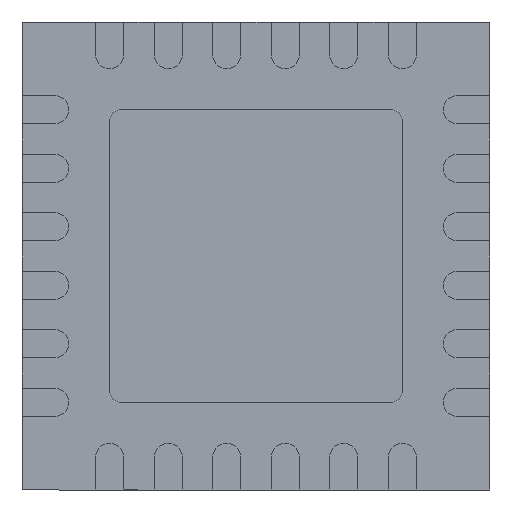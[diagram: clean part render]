
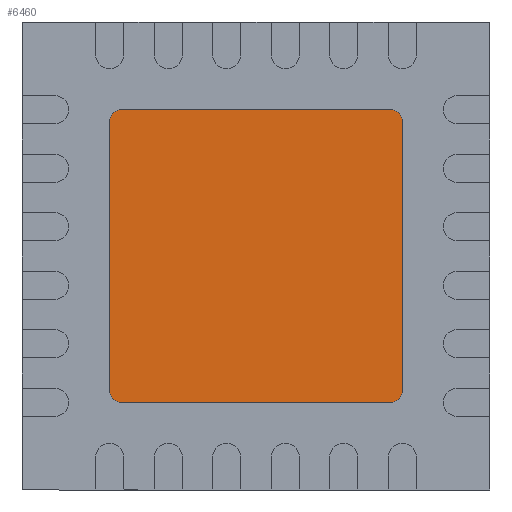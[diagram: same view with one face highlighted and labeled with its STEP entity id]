
A CAD part, front view. The second image highlights one B-rep face of the part: STEP entity #6460.
In plain terms, the highlighted planar face has unit normal (0, -1, 0).
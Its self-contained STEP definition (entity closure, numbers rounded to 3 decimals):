
#156 = EDGE_LOOP ( 'NONE', ( #1769, #1942, #1859, #585, #4836, #6838, #6630, #2629 ) ) ;
#205 = LINE ( 'NONE', #1041, #8161 ) ;
#382 = VERTEX_POINT ( 'NONE', #2344 ) ;
#404 = VERTEX_POINT ( 'NONE', #6364 ) ;
#454 = EDGE_CURVE ( 'NONE', #5033, #4294, #3637, .T. ) ;
#560 = VERTEX_POINT ( 'NONE', #3897 ) ;
#585 = ORIENTED_EDGE ( 'NONE', *, *, #781, .T. ) ;
#630 = AXIS2_PLACEMENT_3D ( 'NONE', #4382, #830, #1463 ) ;
#729 = EDGE_CURVE ( 'NONE', #560, #6833, #7262, .T. ) ;
#734 = CARTESIAN_POINT ( 'NONE',  ( 1.25, 0., 1.25 ) ) ;
#781 = EDGE_CURVE ( 'NONE', #382, #4071, #1258, .T. ) ;
#790 = CARTESIAN_POINT ( 'NONE',  ( 1.25, 0., -1.15 ) ) ;
#830 = DIRECTION ( 'NONE',  ( 0., -1., 0. ) ) ;
#906 = AXIS2_PLACEMENT_3D ( 'NONE', #6464, #5095, #3780 ) ;
#1041 = CARTESIAN_POINT ( 'NONE',  ( 1.25, 0., -1.25 ) ) ;
#1106 = CARTESIAN_POINT ( 'NONE',  ( -1.25, 0., -1.25 ) ) ;
#1258 = CIRCLE ( 'NONE', #6150, 0.1 ) ;
#1280 = CARTESIAN_POINT ( 'NONE',  ( -1.15, 0., -1.25 ) ) ;
#1395 = EDGE_CURVE ( 'NONE', #4294, #560, #5044, .T. ) ;
#1408 = EDGE_CURVE ( 'NONE', #8396, #382, #2160, .T. ) ;
#1463 = DIRECTION ( 'NONE',  ( 0., 0., -1. ) ) ;
#1679 = DIRECTION ( 'NONE',  ( 1., 0., 0. ) ) ;
#1769 = ORIENTED_EDGE ( 'NONE', *, *, #729, .T. ) ;
#1859 = ORIENTED_EDGE ( 'NONE', *, *, #1408, .T. ) ;
#1942 = ORIENTED_EDGE ( 'NONE', *, *, #4674, .T. ) ;
#2160 = LINE ( 'NONE', #1106, #7935 ) ;
#2243 = DIRECTION ( 'NONE',  ( -1., 0., 0. ) ) ;
#2344 = CARTESIAN_POINT ( 'NONE',  ( -1.25, 0., -1.15 ) ) ;
#2370 = CIRCLE ( 'NONE', #8534, 0.1 ) ;
#2629 = ORIENTED_EDGE ( 'NONE', *, *, #1395, .T. ) ;
#2797 = CARTESIAN_POINT ( 'NONE',  ( 0., 0., 0. ) ) ;
#3063 = DIRECTION ( 'NONE',  ( 0., 0., -1. ) ) ;
#3352 = DIRECTION ( 'NONE',  ( 0., 0., -1. ) ) ;
#3367 = CARTESIAN_POINT ( 'NONE',  ( 1.15, 0., -1.15 ) ) ;
#3501 = CARTESIAN_POINT ( 'NONE',  ( -1.25, 0., 1.15 ) ) ;
#3637 = LINE ( 'NONE', #8106, #6435 ) ;
#3780 = DIRECTION ( 'NONE',  ( 0., 0., -1. ) ) ;
#3897 = CARTESIAN_POINT ( 'NONE',  ( 1.15, 0., 1.25 ) ) ;
#3978 = CARTESIAN_POINT ( 'NONE',  ( 1.25, 0., 1.15 ) ) ;
#4018 = EDGE_CURVE ( 'NONE', #404, #5033, #2370, .T. ) ;
#4071 = VERTEX_POINT ( 'NONE', #1280 ) ;
#4180 = CIRCLE ( 'NONE', #630, 0.1 ) ;
#4294 = VERTEX_POINT ( 'NONE', #3978 ) ;
#4382 = CARTESIAN_POINT ( 'NONE',  ( -1.15, 0., 1.15 ) ) ;
#4421 = VECTOR ( 'NONE', #2243, 1000. ) ;
#4674 = EDGE_CURVE ( 'NONE', #6833, #8396, #4180, .T. ) ;
#4716 = DIRECTION ( 'NONE',  ( 0., -1., 0. ) ) ;
#4836 = ORIENTED_EDGE ( 'NONE', *, *, #6619, .T. ) ;
#4859 = DIRECTION ( 'NONE',  ( 0., -1., 0. ) ) ;
#5033 = VERTEX_POINT ( 'NONE', #790 ) ;
#5044 = CIRCLE ( 'NONE', #906, 0.1 ) ;
#5095 = DIRECTION ( 'NONE',  ( 0., -1., 0. ) ) ;
#5117 = DIRECTION ( 'NONE',  ( 0., -1., 0. ) ) ;
#5496 = DIRECTION ( 'NONE',  ( 0., 0., 1. ) ) ;
#5886 = CARTESIAN_POINT ( 'NONE',  ( -1.15, 0., 1.25 ) ) ;
#6150 = AXIS2_PLACEMENT_3D ( 'NONE', #8549, #5117, #3063 ) ;
#6201 = PLANE ( 'NONE',  #8560 ) ;
#6364 = CARTESIAN_POINT ( 'NONE',  ( 1.15, 0., -1.25 ) ) ;
#6402 = FACE_OUTER_BOUND ( 'NONE', #156, .T. ) ;
#6435 = VECTOR ( 'NONE', #5496, 1000. ) ;
#6460 = ADVANCED_FACE ( 'NONE', ( #6402 ), #6201, .T. ) ;
#6464 = CARTESIAN_POINT ( 'NONE',  ( 1.15, 0., 1.15 ) ) ;
#6619 = EDGE_CURVE ( 'NONE', #4071, #404, #205, .T. ) ;
#6630 = ORIENTED_EDGE ( 'NONE', *, *, #454, .T. ) ;
#6686 = DIRECTION ( 'NONE',  ( 0., 0., -1. ) ) ;
#6833 = VERTEX_POINT ( 'NONE', #5886 ) ;
#6838 = ORIENTED_EDGE ( 'NONE', *, *, #4018, .T. ) ;
#7262 = LINE ( 'NONE', #734, #4421 ) ;
#7760 = DIRECTION ( 'NONE',  ( 0., 0., -1. ) ) ;
#7935 = VECTOR ( 'NONE', #7760, 1000. ) ;
#8106 = CARTESIAN_POINT ( 'NONE',  ( 1.25, 0., -1.25 ) ) ;
#8161 = VECTOR ( 'NONE', #1679, 1000. ) ;
#8396 = VERTEX_POINT ( 'NONE', #3501 ) ;
#8534 = AXIS2_PLACEMENT_3D ( 'NONE', #3367, #4716, #6686 ) ;
#8549 = CARTESIAN_POINT ( 'NONE',  ( -1.15, 0., -1.15 ) ) ;
#8560 = AXIS2_PLACEMENT_3D ( 'NONE', #2797, #4859, #3352 ) ;
